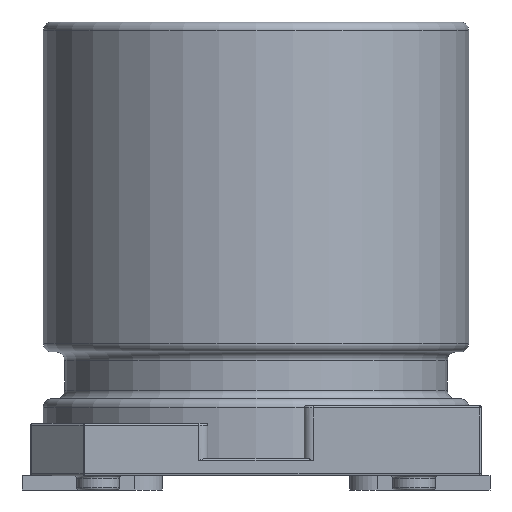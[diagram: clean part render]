
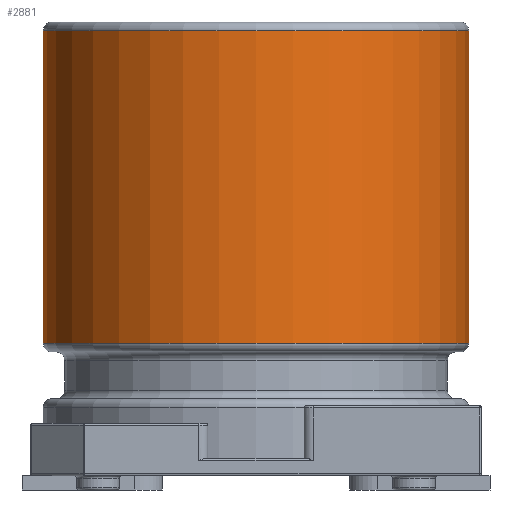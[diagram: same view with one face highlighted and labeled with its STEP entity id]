
A CAD part, front view. The second image highlights one B-rep face of the part: STEP entity #2881.
In plain terms, the highlighted cylindrical face has radius 2.5 mm (diameter 5 mm), a full revolution.
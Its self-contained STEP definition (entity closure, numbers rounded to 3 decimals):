
#279=CYLINDRICAL_SURFACE('',#3147,2.5);
#397=FACE_OUTER_BOUND('',#540,.T.);
#540=EDGE_LOOP('',(#2625,#2626,#2627,#2628,#2629,#2630));
#697=LINE('',#5428,#842);
#842=VECTOR('',#3788,2.5);
#974=CIRCLE('',#3145,2.5);
#975=CIRCLE('',#3146,2.5);
#976=CIRCLE('',#3148,2.5);
#977=CIRCLE('',#3149,2.5);
#1328=VERTEX_POINT('',#5421);
#1329=VERTEX_POINT('',#5423);
#1330=VERTEX_POINT('',#5427);
#1331=VERTEX_POINT('',#5429);
#1770=EDGE_CURVE('',#1328,#1329,#974,.T.);
#1771=EDGE_CURVE('',#1329,#1328,#975,.T.);
#1772=EDGE_CURVE('',#1329,#1330,#697,.T.);
#1773=EDGE_CURVE('',#1331,#1330,#976,.T.);
#1774=EDGE_CURVE('',#1330,#1331,#977,.T.);
#2625=ORIENTED_EDGE('',*,*,#1771,.F.);
#2626=ORIENTED_EDGE('',*,*,#1772,.T.);
#2627=ORIENTED_EDGE('',*,*,#1773,.F.);
#2628=ORIENTED_EDGE('',*,*,#1774,.F.);
#2629=ORIENTED_EDGE('',*,*,#1772,.F.);
#2630=ORIENTED_EDGE('',*,*,#1770,.F.);
#2881=ADVANCED_FACE('',(#397),#279,.T.);
#3145=AXIS2_PLACEMENT_3D('',#5424,#3782,#3783);
#3146=AXIS2_PLACEMENT_3D('',#5425,#3784,#3785);
#3147=AXIS2_PLACEMENT_3D('',#5426,#3786,#3787);
#3148=AXIS2_PLACEMENT_3D('',#5430,#3789,#3790);
#3149=AXIS2_PLACEMENT_3D('',#5431,#3791,#3792);
#3782=DIRECTION('center_axis',(0.,0.,1.));
#3783=DIRECTION('ref_axis',(0.,1.,0.));
#3784=DIRECTION('center_axis',(0.,0.,1.));
#3785=DIRECTION('ref_axis',(0.,1.,0.));
#3786=DIRECTION('center_axis',(0.,0.,1.));
#3787=DIRECTION('ref_axis',(0.,1.,0.));
#3788=DIRECTION('',(0.,0.,-1.));
#3789=DIRECTION('center_axis',(0.,0.,-1.));
#3790=DIRECTION('ref_axis',(0.,-1.,0.));
#3791=DIRECTION('center_axis',(0.,0.,-1.));
#3792=DIRECTION('ref_axis',(0.,-1.,0.));
#5421=CARTESIAN_POINT('',(0.,2.5,5.4));
#5423=CARTESIAN_POINT('',(0.,-2.5,5.4));
#5424=CARTESIAN_POINT('Origin',(0.,0.,5.4));
#5425=CARTESIAN_POINT('Origin',(0.,0.,5.4));
#5426=CARTESIAN_POINT('Origin',(0.,0.,0.371));
#5427=CARTESIAN_POINT('',(0.,-2.5,1.723));
#5428=CARTESIAN_POINT('',(0.,-2.5,0.371));
#5429=CARTESIAN_POINT('',(0.,2.5,1.723));
#5430=CARTESIAN_POINT('Origin',(0.,0.,1.723));
#5431=CARTESIAN_POINT('Origin',(0.,0.,1.723));
